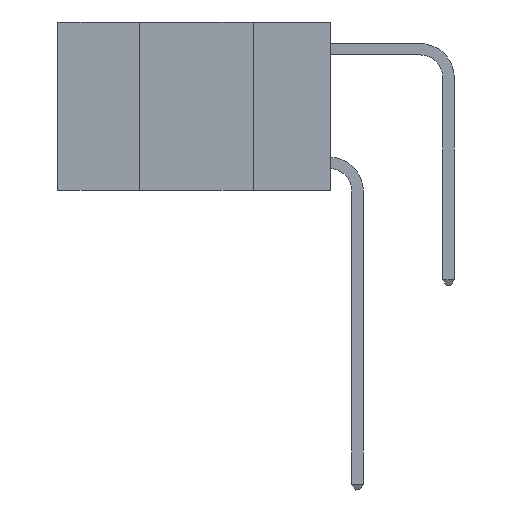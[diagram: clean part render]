
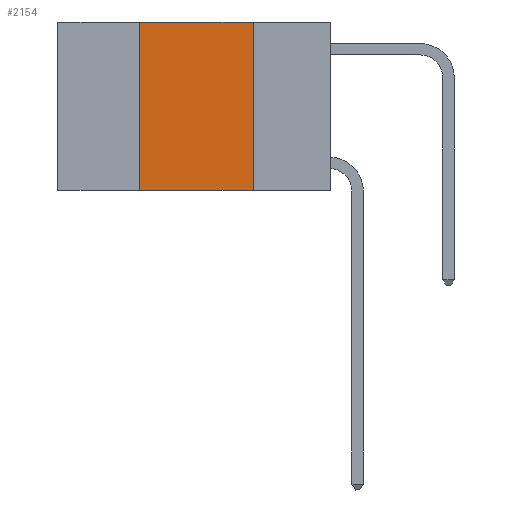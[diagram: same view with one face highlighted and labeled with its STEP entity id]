
A CAD part, left-side view. The second image highlights one B-rep face of the part: STEP entity #2154.
In plain terms, the highlighted planar face has unit normal (-1, 0, 0).
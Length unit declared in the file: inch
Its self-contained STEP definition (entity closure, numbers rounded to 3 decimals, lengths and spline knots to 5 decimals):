
#27 = DIRECTION ( 'NONE',  ( 0., 0., -1. ) ) ;
#266 = VECTOR ( 'NONE', #5425, 39.37008 ) ;
#453 = CARTESIAN_POINT ( 'NONE',  ( 0., 0.42, -0.37 ) ) ;
#751 = CARTESIAN_POINT ( 'NONE',  ( 0., 0.6, 0. ) ) ;
#883 = DIRECTION ( 'NONE',  ( 1., 0., 0. ) ) ;
#2154 = ADVANCED_FACE ( 'NONE', ( #2237 ), #9687, .F. ) ;
#2237 = FACE_OUTER_BOUND ( 'NONE', #10553, .T. ) ;
#3667 = CARTESIAN_POINT ( 'NONE',  ( 0., 0.17, 0. ) ) ;
#3994 = VERTEX_POINT ( 'NONE', #3667 ) ;
#4030 = EDGE_CURVE ( 'NONE', #5144, #8601, #19615, .T. ) ;
#5144 = VERTEX_POINT ( 'NONE', #453 ) ;
#5425 = DIRECTION ( 'NONE',  ( 0., 0., 1. ) ) ;
#5737 = CARTESIAN_POINT ( 'NONE',  ( 0., 0.6, -0.37 ) ) ;
#5863 = ORIENTED_EDGE ( 'NONE', *, *, #18387, .F. ) ;
#6189 = EDGE_CURVE ( 'NONE', #5144, #18115, #10302, .T. ) ;
#8011 = VECTOR ( 'NONE', #27, 39.37008 ) ;
#8536 = CARTESIAN_POINT ( 'NONE',  ( 0., 0.17, -0.37 ) ) ;
#8601 = VERTEX_POINT ( 'NONE', #10765 ) ;
#9687 = PLANE ( 'NONE',  #13114 ) ;
#10302 = LINE ( 'NONE', #5737, #14872 ) ;
#10516 = DIRECTION ( 'NONE',  ( 0., 0., -1. ) ) ;
#10553 = EDGE_LOOP ( 'NONE', ( #5863, #11827, #18887, #13799 ) ) ;
#10765 = CARTESIAN_POINT ( 'NONE',  ( 0., 0.42, 0. ) ) ;
#11667 = DIRECTION ( 'NONE',  ( 0., -1., 0. ) ) ;
#11827 = ORIENTED_EDGE ( 'NONE', *, *, #12189, .F. ) ;
#12181 = CARTESIAN_POINT ( 'NONE',  ( 0., 0.6, 0. ) ) ;
#12189 = EDGE_CURVE ( 'NONE', #8601, #3994, #14957, .T. ) ;
#13114 = AXIS2_PLACEMENT_3D ( 'NONE', #12181, #883, #10516 ) ;
#13799 = ORIENTED_EDGE ( 'NONE', *, *, #6189, .T. ) ;
#14872 = VECTOR ( 'NONE', #11667, 39.37008 ) ;
#14957 = LINE ( 'NONE', #751, #15812 ) ;
#15776 = LINE ( 'NONE', #18769, #8011 ) ;
#15812 = VECTOR ( 'NONE', #19702, 39.37008 ) ;
#16106 = CARTESIAN_POINT ( 'NONE',  ( 0., 0.42, 0. ) ) ;
#18115 = VERTEX_POINT ( 'NONE', #8536 ) ;
#18387 = EDGE_CURVE ( 'NONE', #3994, #18115, #15776, .T. ) ;
#18769 = CARTESIAN_POINT ( 'NONE',  ( 0., 0.17, 0. ) ) ;
#18887 = ORIENTED_EDGE ( 'NONE', *, *, #4030, .F. ) ;
#19615 = LINE ( 'NONE', #16106, #266 ) ;
#19702 = DIRECTION ( 'NONE',  ( 0., -1., 0. ) ) ;
